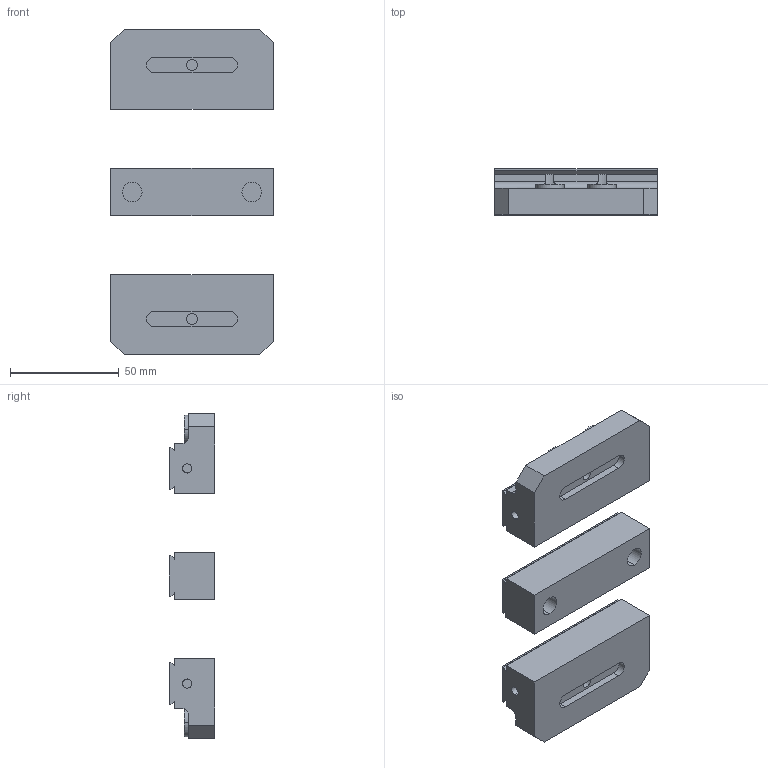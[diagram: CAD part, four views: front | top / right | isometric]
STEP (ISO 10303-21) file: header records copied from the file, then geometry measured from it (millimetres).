
FILE_DESCRIPTION (( 'STEP AP214' ), '1' );
FILE_NAME ('D_DV75150X-3R.STEP', '2020-03-13T22:36:50', ( '' ), ( '' ), 'SwSTEP 2.0', 'SolidWorks 2018', '' );
FILE_SCHEMA (( 'AUTOMOTIVE_DESIGN' ));
Length unit declared in the file: millimetre
Products named in the file (3): D_V75100X-5; D_V75-5CDV; D_DV75150X-3R
Assembly tree (3 placements, depth 2):
  D_DV75150X-3R
    D_V75100X-5  x2
    D_V75-5CDV
Bounding box: 75 x 21.13 x 150 mm (x, y, z)
Volume: 121147.9 mm3; surface area: 37465.3 mm2
Topology: 3 solids, 3 shells, 150 faces, 354 edges, 236 vertices
Faces by surface type: plane 82, cylinder 68
Entity records: 2952 total; most frequent: CARTESIAN_POINT 518, DIRECTION 478, ORIENTED_EDGE 420, EDGE_CURVE 210, AXIS2_PLACEMENT_3D 176, VERTEX_POINT 140, LINE 126, VECTOR 126
